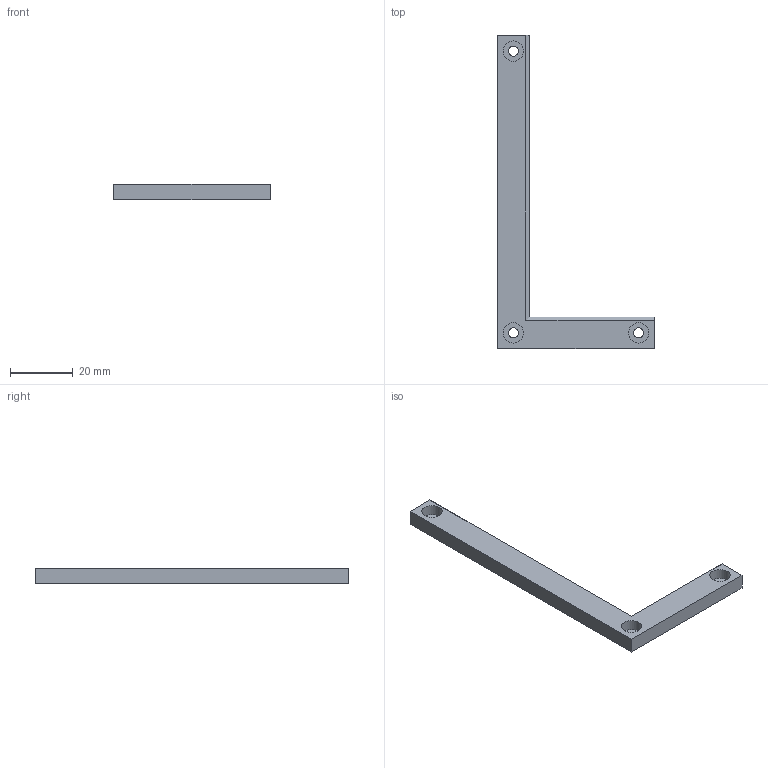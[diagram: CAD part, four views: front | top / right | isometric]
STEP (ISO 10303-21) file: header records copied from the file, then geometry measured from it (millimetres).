
FILE_DESCRIPTION(/* description */ (''),/* implementation_level */ '2;1');
FILE_NAME(/* name */ 'Anschlagsstück.stp',/* time_stamp */ '2024-10-09T14:33:36+02:00',/* author */ (''),/* organization */ (''),/* preprocessor_version */ 'ST-DEVELOPER v18.102',/* originating_system */ 'SIEMENS PLM Software NX2206.4020',/* authorisation */ '');
FILE_SCHEMA (('AUTOMOTIVE_DESIGN { 1 0 10303 214 3 1 1 1 }'));
Length unit declared in the file: millimetre
Products named in the file (1): Anschlagsstück_Prt
Bounding box: 50 x 100 x 5 mm (x, y, z)
Volume: 6550.1 mm3; surface area: 4434.7 mm2
Topology: 1 solids, 1 shells, 19 faces, 44 edges, 30 vertices
Faces by surface type: plane 13, cylinder 6
Full cylindrical faces by diameter (mm): 3.2 x3, 6.5 x3
Entity records: 659 total; most frequent: DIRECTION 87, CARTESIAN_POINT 82, ORIENTED_EDGE 70, EDGE_CURVE 35, EDGE_LOOP 34, AXIS2_PLACEMENT_3D 32, VERTEX_POINT 27, FACE_BOUND 26
